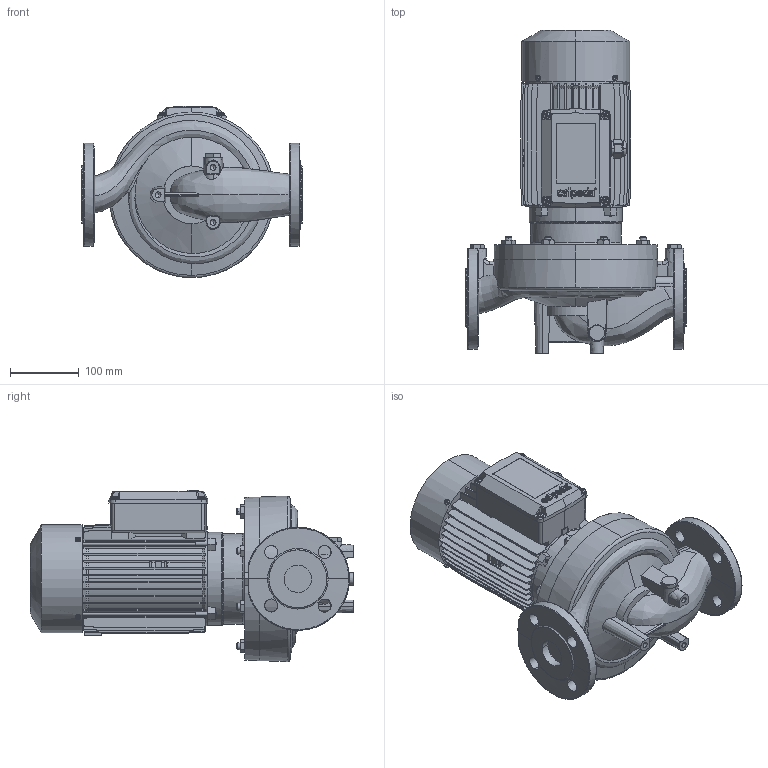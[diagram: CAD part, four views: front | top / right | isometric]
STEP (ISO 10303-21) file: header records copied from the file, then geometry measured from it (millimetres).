
FILE_DESCRIPTION (( 'STEP AP214' ), '1' );
FILE_NAME ('4_93_504_34_REV01.step', '2022-11-14T15:59:37', ( '' ), ( '' ), 'SwSTEP 2.0', 'SolidWorks 2020', '' );
FILE_SCHEMA (( 'AUTOMOTIVE_DESIGN' ));
Length unit declared in the file: millimetre
Products named in the file (1): 4_93_504_34_REV01
Bounding box: 320.67 x 470 x 249.12 mm (x, y, z)
Volume: 10346514.3 mm3; surface area: 737017.3 mm2
Topology: 3 solids, 3 shells, 2498 faces, 7122 edges, 4724 vertices
Faces by surface type: bspline 1128, plane 913, cylinder 238, cone 201, sphere 16, torus 2
Entity records: 141612 total; most frequent: CARTESIAN_POINT 83219, ORIENTED_EDGE 14224, DIRECTION 8540, EDGE_CURVE 7112, VERTEX_POINT 4724, LINE 4522, VECTOR 4522, EDGE_LOOP 2628
